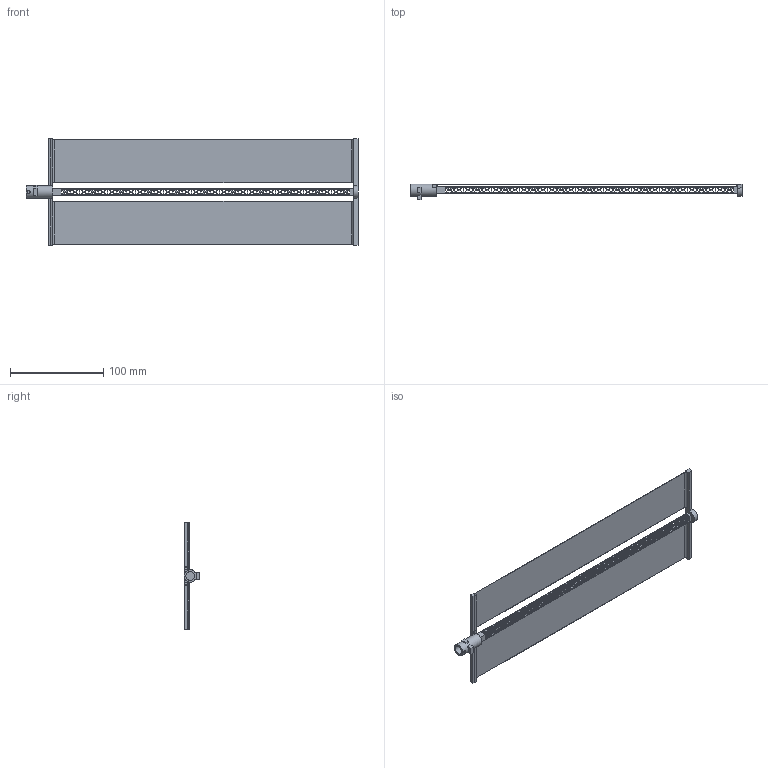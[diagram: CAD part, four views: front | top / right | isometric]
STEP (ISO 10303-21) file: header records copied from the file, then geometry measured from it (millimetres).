
FILE_DESCRIPTION(/* description */ (''),/* implementation_level */ '2;1');
FILE_NAME(/* name */ 'SAW.step',/* time_stamp */ '2020-05-21T18:13:25-05:00',/* author */ (''),/* organization */ (''),/* preprocessor_version */ 'ST-DEVELOPER v18.1',/* originating_system */ 'Autodesk Translation Framework v9.3.0.1241',/* authorisation */ '');
FILE_SCHEMA (('AUTOMOTIVE_DESIGN { 1 0 10303 214 3 1 1 }'));
Length unit declared in the file: millimetre
Products named in the file (1): SAW_One_Piece
Bounding box: 355.69 x 17.02 x 114.3 mm (x, y, z)
Volume: 24797.3 mm3; surface area: 76812.3 mm2
Topology: 1 solids, 5 shells, 1600 faces, 4802 edges, 2954 vertices
Faces by surface type: plane 1592, cylinder 8
Full cylindrical faces by diameter (mm): 3 x1, 9.2 x1, 13.208 x1
Entity records: 53958 total; most frequent: ORIENTED_EDGE 9604, CARTESIAN_POINT 9438, DIRECTION 8027, EDGE_CURVE 4802, LINE 4769, VECTOR 4769, VERTEX_POINT 2954, EDGE_LOOP 2346
